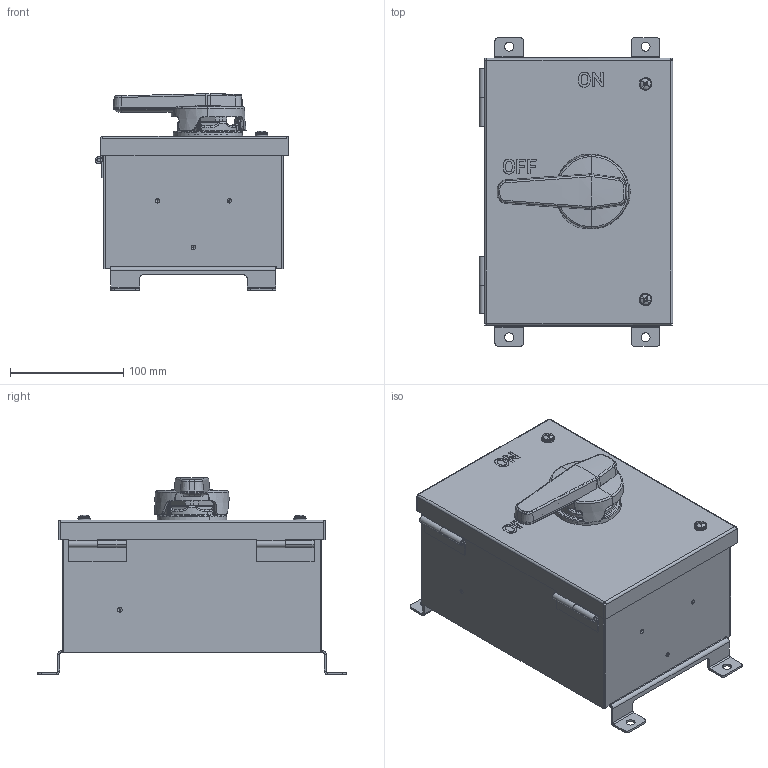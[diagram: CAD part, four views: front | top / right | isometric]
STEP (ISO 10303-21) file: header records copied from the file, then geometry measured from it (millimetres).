
FILE_DESCRIPTION (( 'STEP AP203' ), '1' );
FILE_NAME ('ORB1690-M01.STEP', '2017-10-10T15:02:08', ( '' ), ( '' ), 'SwSTEP 2.0', 'SolidWorks 2017', '' );
FILE_SCHEMA (( 'CONFIG_CONTROL_DESIGN' ));
Products named in the file (1): ORB1690-M01
Bounding box: 171.12 x 273.05 x 174.25 mm (x, y, z)
Volume: 428955.8 mm3; surface area: 492924.8 mm2
Topology: 17 solids, 17 shells, 6168 faces, 15810 edges, 9488 vertices
Faces by surface type: bspline 1557, plane 1200, cone 1096, cylinder 1039, sphere 903, torus 373
Entity records: 233546 total; most frequent: CARTESIAN_POINT 108058, ORIENTED_EDGE 29758, DIRECTION 21365, EDGE_CURVE 14879, VERTEX_POINT 8996, AXIS2_PLACEMENT_3D 8977, EDGE_LOOP 6621, B_SPLINE_CURVE_WITH_KNOTS 6186
